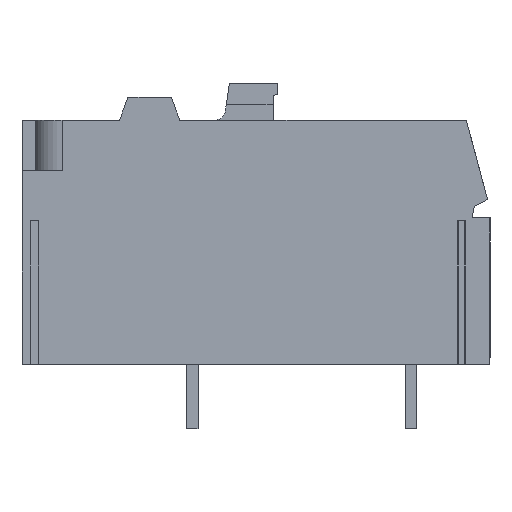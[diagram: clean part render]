
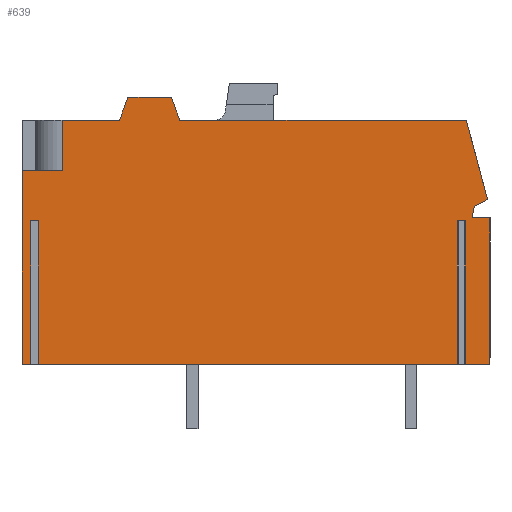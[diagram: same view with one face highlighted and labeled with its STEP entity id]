
A CAD part, left-side view. The second image highlights one B-rep face of the part: STEP entity #639.
In plain terms, the highlighted planar face has unit normal (-1, 0, 0).
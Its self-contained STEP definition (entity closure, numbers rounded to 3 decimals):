
#484=AXIS2_PLACEMENT_3D('Plane Axis2P3D',#481,#482,#483) ;
#210=CARTESIAN_POINT('Vertex',(0.,29.8,21.5)) ;
#213=CARTESIAN_POINT('Line Origine',(0.,27.804,21.5)) ;
#217=CARTESIAN_POINT('Vertex',(0.,25.808,21.5)) ;
#360=CARTESIAN_POINT('Vertex',(0.,32.6,4.5)) ;
#363=CARTESIAN_POINT('Line Origine',(0.,32.6,11.25)) ;
#367=CARTESIAN_POINT('Vertex',(0.,32.6,18.)) ;
#465=CARTESIAN_POINT('Vertex',(0.,29.8,18.)) ;
#468=CARTESIAN_POINT('Line Origine',(0.,29.8,19.75)) ;
#481=CARTESIAN_POINT('Axis2P3D Location',(0.,5.85,11.8)) ;
#486=CARTESIAN_POINT('Line Origine',(0.,31.975,9.5)) ;
#490=CARTESIAN_POINT('Vertex',(0.,31.975,4.5)) ;
#492=CARTESIAN_POINT('Vertex',(0.,31.975,14.5)) ;
#495=CARTESIAN_POINT('Line Origine',(0.,31.7,14.5)) ;
#499=CARTESIAN_POINT('Vertex',(0.,31.425,14.5)) ;
#502=CARTESIAN_POINT('Line Origine',(0.,31.425,9.5)) ;
#506=CARTESIAN_POINT('Vertex',(0.,31.425,4.5)) ;
#509=CARTESIAN_POINT('Line Origine',(0.,16.85,4.5)) ;
#513=CARTESIAN_POINT('Vertex',(0.,2.275,4.5)) ;
#516=CARTESIAN_POINT('Line Origine',(0.,2.275,9.5)) ;
#520=CARTESIAN_POINT('Vertex',(0.,2.275,14.5)) ;
#523=CARTESIAN_POINT('Line Origine',(0.,2.,14.5)) ;
#527=CARTESIAN_POINT('Vertex',(0.,1.725,14.5)) ;
#530=CARTESIAN_POINT('Line Origine',(0.,1.725,9.5)) ;
#534=CARTESIAN_POINT('Vertex',(0.,1.725,4.5)) ;
#537=CARTESIAN_POINT('Line Origine',(0.,0.862,4.5)) ;
#541=CARTESIAN_POINT('Vertex',(0.,0.,4.5)) ;
#544=CARTESIAN_POINT('Line Origine',(0.,0.,9.6)) ;
#548=CARTESIAN_POINT('Vertex',(0.,0.,14.7)) ;
#551=CARTESIAN_POINT('Line Origine',(0.,0.619,14.7)) ;
#555=CARTESIAN_POINT('Vertex',(0.,1.238,14.7)) ;
#558=CARTESIAN_POINT('Line Origine',(0.,1.167,15.108)) ;
#562=CARTESIAN_POINT('Vertex',(0.,1.095,15.517)) ;
#565=CARTESIAN_POINT('Line Origine',(0.,0.633,15.752)) ;
#569=CARTESIAN_POINT('Vertex',(0.,0.171,15.988)) ;
#572=CARTESIAN_POINT('Line Origine',(0.,0.91,18.744)) ;
#576=CARTESIAN_POINT('Vertex',(0.,1.648,21.5)) ;
#579=CARTESIAN_POINT('Line Origine',(0.,11.628,21.5)) ;
#583=CARTESIAN_POINT('Vertex',(0.,21.608,21.5)) ;
#586=CARTESIAN_POINT('Line Origine',(0.,21.899,22.3)) ;
#590=CARTESIAN_POINT('Vertex',(0.,22.19,23.1)) ;
#593=CARTESIAN_POINT('Line Origine',(0.,23.708,23.1)) ;
#597=CARTESIAN_POINT('Vertex',(0.,25.226,23.1)) ;
#600=CARTESIAN_POINT('Line Origine',(0.,25.517,22.3)) ;
#605=CARTESIAN_POINT('Line Origine',(0.,31.2,18.)) ;
#610=CARTESIAN_POINT('Line Origine',(0.,32.287,4.5)) ;
#214=DIRECTION('Vector Direction',(0.,1.,0.)) ;
#364=DIRECTION('Vector Direction',(0.,0.,1.)) ;
#469=DIRECTION('Vector Direction',(0.,0.,1.)) ;
#482=DIRECTION('Axis2P3D Direction',(1.,0.,0.)) ;
#483=DIRECTION('Axis2P3D XDirection',(0.,-1.,0.)) ;
#487=DIRECTION('Vector Direction',(0.,0.,1.)) ;
#496=DIRECTION('Vector Direction',(0.,1.,0.)) ;
#503=DIRECTION('Vector Direction',(0.,0.,1.)) ;
#510=DIRECTION('Vector Direction',(0.,-1.,0.)) ;
#517=DIRECTION('Vector Direction',(0.,0.,1.)) ;
#524=DIRECTION('Vector Direction',(0.,1.,0.)) ;
#531=DIRECTION('Vector Direction',(0.,0.,1.)) ;
#538=DIRECTION('Vector Direction',(0.,-1.,0.)) ;
#545=DIRECTION('Vector Direction',(0.,0.,1.)) ;
#552=DIRECTION('Vector Direction',(0.,-1.,0.)) ;
#559=DIRECTION('Vector Direction',(0.,-0.172,0.985)) ;
#566=DIRECTION('Vector Direction',(0.,-0.891,0.454)) ;
#573=DIRECTION('Vector Direction',(0.,0.259,0.966)) ;
#580=DIRECTION('Vector Direction',(0.,1.,0.)) ;
#587=DIRECTION('Vector Direction',(0.,0.342,0.94)) ;
#594=DIRECTION('Vector Direction',(0.,1.,0.)) ;
#601=DIRECTION('Vector Direction',(0.,-0.342,0.94)) ;
#606=DIRECTION('Vector Direction',(0.,1.,0.)) ;
#611=DIRECTION('Vector Direction',(0.,-1.,0.)) ;
#215=VECTOR('Line Direction',#214,1.) ;
#365=VECTOR('Line Direction',#364,1.) ;
#470=VECTOR('Line Direction',#469,1.) ;
#488=VECTOR('Line Direction',#487,1.) ;
#497=VECTOR('Line Direction',#496,1.) ;
#504=VECTOR('Line Direction',#503,1.) ;
#511=VECTOR('Line Direction',#510,1.) ;
#518=VECTOR('Line Direction',#517,1.) ;
#525=VECTOR('Line Direction',#524,1.) ;
#532=VECTOR('Line Direction',#531,1.) ;
#539=VECTOR('Line Direction',#538,1.) ;
#546=VECTOR('Line Direction',#545,1.) ;
#553=VECTOR('Line Direction',#552,1.) ;
#560=VECTOR('Line Direction',#559,1.) ;
#567=VECTOR('Line Direction',#566,1.) ;
#574=VECTOR('Line Direction',#573,1.) ;
#581=VECTOR('Line Direction',#580,1.) ;
#588=VECTOR('Line Direction',#587,1.) ;
#595=VECTOR('Line Direction',#594,1.) ;
#602=VECTOR('Line Direction',#601,1.) ;
#607=VECTOR('Line Direction',#606,1.) ;
#612=VECTOR('Line Direction',#611,1.) ;
#616=ORIENTED_EDGE('',*,*,#494,.T.) ;
#617=ORIENTED_EDGE('',*,*,#501,.F.) ;
#618=ORIENTED_EDGE('',*,*,#508,.F.) ;
#619=ORIENTED_EDGE('',*,*,#515,.T.) ;
#620=ORIENTED_EDGE('',*,*,#522,.T.) ;
#621=ORIENTED_EDGE('',*,*,#529,.F.) ;
#622=ORIENTED_EDGE('',*,*,#536,.F.) ;
#623=ORIENTED_EDGE('',*,*,#543,.T.) ;
#624=ORIENTED_EDGE('',*,*,#550,.T.) ;
#625=ORIENTED_EDGE('',*,*,#557,.F.) ;
#626=ORIENTED_EDGE('',*,*,#564,.T.) ;
#627=ORIENTED_EDGE('',*,*,#571,.T.) ;
#628=ORIENTED_EDGE('',*,*,#578,.T.) ;
#629=ORIENTED_EDGE('',*,*,#585,.T.) ;
#630=ORIENTED_EDGE('',*,*,#592,.T.) ;
#631=ORIENTED_EDGE('',*,*,#599,.T.) ;
#632=ORIENTED_EDGE('',*,*,#604,.F.) ;
#633=ORIENTED_EDGE('',*,*,#219,.T.) ;
#634=ORIENTED_EDGE('',*,*,#472,.F.) ;
#635=ORIENTED_EDGE('',*,*,#609,.T.) ;
#636=ORIENTED_EDGE('',*,*,#369,.F.) ;
#637=ORIENTED_EDGE('',*,*,#614,.T.) ;
#639=ADVANCED_FACE('HOUSING',(#638),#485,.F.) ;
#219=EDGE_CURVE('',#218,#211,#216,.T.) ;
#369=EDGE_CURVE('',#361,#368,#366,.T.) ;
#472=EDGE_CURVE('',#466,#211,#471,.T.) ;
#494=EDGE_CURVE('',#491,#493,#489,.T.) ;
#501=EDGE_CURVE('',#500,#493,#498,.T.) ;
#508=EDGE_CURVE('',#507,#500,#505,.T.) ;
#515=EDGE_CURVE('',#507,#514,#512,.T.) ;
#522=EDGE_CURVE('',#514,#521,#519,.T.) ;
#529=EDGE_CURVE('',#528,#521,#526,.T.) ;
#536=EDGE_CURVE('',#535,#528,#533,.T.) ;
#543=EDGE_CURVE('',#535,#542,#540,.T.) ;
#550=EDGE_CURVE('',#542,#549,#547,.T.) ;
#557=EDGE_CURVE('',#556,#549,#554,.T.) ;
#564=EDGE_CURVE('',#556,#563,#561,.T.) ;
#571=EDGE_CURVE('',#563,#570,#568,.T.) ;
#578=EDGE_CURVE('',#570,#577,#575,.T.) ;
#585=EDGE_CURVE('',#577,#584,#582,.T.) ;
#592=EDGE_CURVE('',#584,#591,#589,.T.) ;
#599=EDGE_CURVE('',#591,#598,#596,.T.) ;
#604=EDGE_CURVE('',#218,#598,#603,.T.) ;
#609=EDGE_CURVE('',#466,#368,#608,.T.) ;
#614=EDGE_CURVE('',#361,#491,#613,.T.) ;
#615=EDGE_LOOP('',(#616,#617,#618,#619,#620,#621,#622,#623,#624,#625,#626,#627,#628,#629,#630,#631,#632,#633,#634,#635,#636,#637)) ;
#638=FACE_OUTER_BOUND('',#615,.T.) ;
#216=LINE('Line',#213,#215) ;
#366=LINE('Line',#363,#365) ;
#471=LINE('Line',#468,#470) ;
#489=LINE('Line',#486,#488) ;
#498=LINE('Line',#495,#497) ;
#505=LINE('Line',#502,#504) ;
#512=LINE('Line',#509,#511) ;
#519=LINE('Line',#516,#518) ;
#526=LINE('Line',#523,#525) ;
#533=LINE('Line',#530,#532) ;
#540=LINE('Line',#537,#539) ;
#547=LINE('Line',#544,#546) ;
#554=LINE('Line',#551,#553) ;
#561=LINE('Line',#558,#560) ;
#568=LINE('Line',#565,#567) ;
#575=LINE('Line',#572,#574) ;
#582=LINE('Line',#579,#581) ;
#589=LINE('Line',#586,#588) ;
#596=LINE('Line',#593,#595) ;
#603=LINE('Line',#600,#602) ;
#608=LINE('Line',#605,#607) ;
#613=LINE('Line',#610,#612) ;
#485=PLANE('',#484) ;
#211=VERTEX_POINT('',#210) ;
#218=VERTEX_POINT('',#217) ;
#361=VERTEX_POINT('',#360) ;
#368=VERTEX_POINT('',#367) ;
#466=VERTEX_POINT('',#465) ;
#491=VERTEX_POINT('',#490) ;
#493=VERTEX_POINT('',#492) ;
#500=VERTEX_POINT('',#499) ;
#507=VERTEX_POINT('',#506) ;
#514=VERTEX_POINT('',#513) ;
#521=VERTEX_POINT('',#520) ;
#528=VERTEX_POINT('',#527) ;
#535=VERTEX_POINT('',#534) ;
#542=VERTEX_POINT('',#541) ;
#549=VERTEX_POINT('',#548) ;
#556=VERTEX_POINT('',#555) ;
#563=VERTEX_POINT('',#562) ;
#570=VERTEX_POINT('',#569) ;
#577=VERTEX_POINT('',#576) ;
#584=VERTEX_POINT('',#583) ;
#591=VERTEX_POINT('',#590) ;
#598=VERTEX_POINT('',#597) ;
